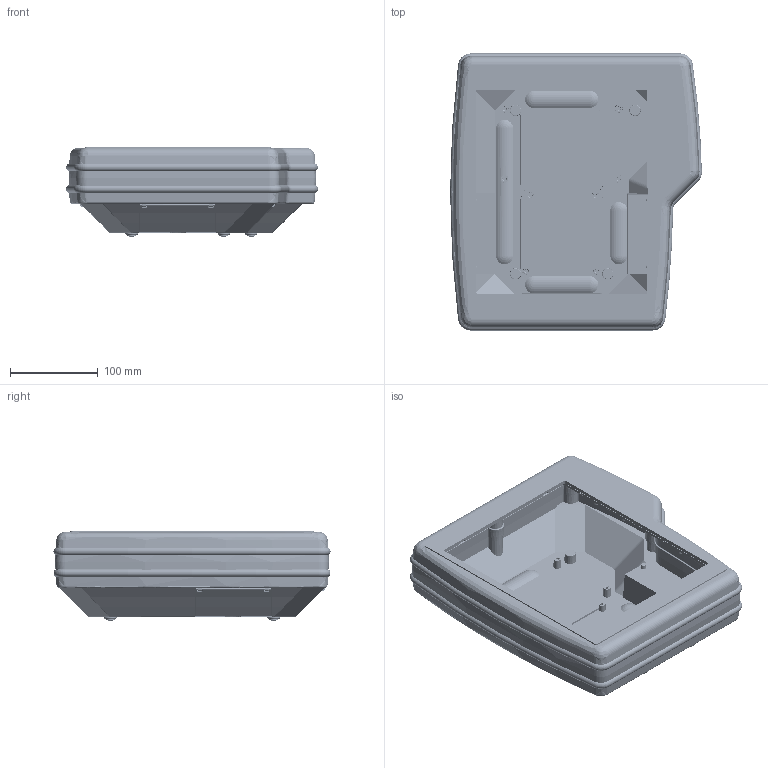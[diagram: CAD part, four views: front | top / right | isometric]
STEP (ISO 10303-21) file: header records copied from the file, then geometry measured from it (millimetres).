
FILE_DESCRIPTION (( 'STEP AP214' ), '1' );
FILE_NAME ('270303170.STEP', '2023-04-18T08:22:11', ( '' ), ( '' ), 'SwSTEP 2.0', 'SolidWorks 2020', '' );
FILE_SCHEMA (( 'AUTOMOTIVE_DESIGN' ));
Length unit declared in the file: millimetre
Products named in the file (25): 21361; 93647; 51429; 21360_27-2-213600-01-0; 84003; 51416; 94176; 86123; 82376; 51427; 51410; 98112; 82180; 98096; 21365; 51430; 93277_EJOT Delta PT Schraube H 30x8 WN5411; 21367; 82002_1100_Einbau; 51428; 51355; 51412; 83254; 21366; 270303170
Assembly tree (105 placements, depth 5):
  270303170
    51416
      21367
      82002_1100_Einbau
    51410
      21360_27-2-213600-01-0
      82002_1100_Einbau
    51355
      21361
      86123  x8
      94176  x4
    51430
      51429
        51428
          51427
          98112  x16
      82180
    83254  x16
    98096  x16
    82376  x2
    51412
      21365  x3
      21366  x6
      93277_EJOT Delta PT Schraube H 30x8 WN5411  x6
      93647  x7
    84003  x7
Bounding box: 286.63 x 315.4 x 102.25 mm (x, y, z)
Volume: 1082584.4 mm3; surface area: 754404.8 mm2
Topology: 132 solids, 132 shells, 6407 faces, 16131 edges, 10165 vertices
Faces by surface type: plane 2743, cone 1333, cylinder 987, bspline 787, torus 533, sphere 24
Full cylindrical faces by diameter (mm): 2.5 x19, 2.7 x2, 3 x30, 3.2 x16, 3.3 x14, 4 x54, 4.2 x7, 5.6 x4, 6 x6, 7 x7, 9 x16, 9.9 x4, 10 x3
Entity records: 234762 total; most frequent: CARTESIAN_POINT 87827, ORIENTED_EDGE 22906, DIRECTION 18839, EDGE_CURVE 11453, VERTEX_POINT 7521, AXIS2_PLACEMENT_3D 6870, EDGE_LOOP 5246, LINE 5099
